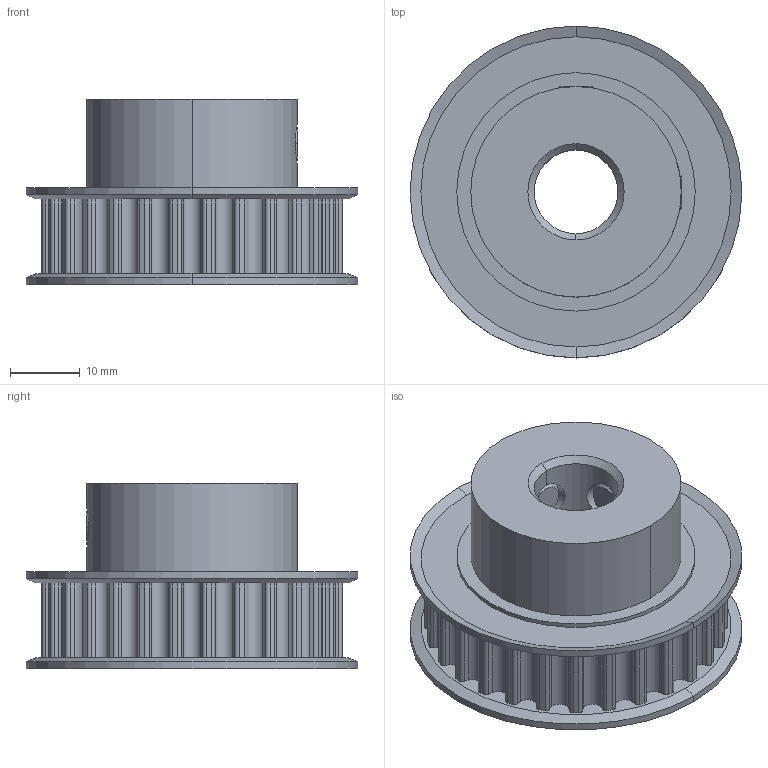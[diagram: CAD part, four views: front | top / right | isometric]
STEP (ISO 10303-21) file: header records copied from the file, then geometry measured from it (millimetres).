
FILE_DESCRIPTION((''),'2;1');
FILE_NAME('14','2021-08-21T',('SYSTEM'),(''),'PRO/ENGINEER BY PARAMETRIC TECHNOLOGY CORPORATION, 2016360','PRO/ENGINEER BY PARAMETRIC TECHNOLOGY CORPORATION, 2016360','');
FILE_SCHEMA(('AUTOMOTIVE_DESIGN { 1 0 10303 214 1 1 1 1 }'));
Length unit declared in the file: millimetre
Products named in the file (1): 14
Bounding box: 47.6 x 47.6 x 26.6 mm (x, y, z)
Volume: 25068.2 mm3; surface area: 9058.1 mm2
Topology: 1 solids, 1 shells, 233 faces, 654 edges, 432 vertices
Faces by surface type: cylinder 188, plane 25, cone 20
Entity records: 8283 total; most frequent: CARTESIAN_POINT 1717, DIRECTION 1510, ORIENTED_EDGE 1308, EDGE_CURVE 654, AXIS2_PLACEMENT_3D 631, VERTEX_POINT 432, CIRCLE 398, VECTOR 248
